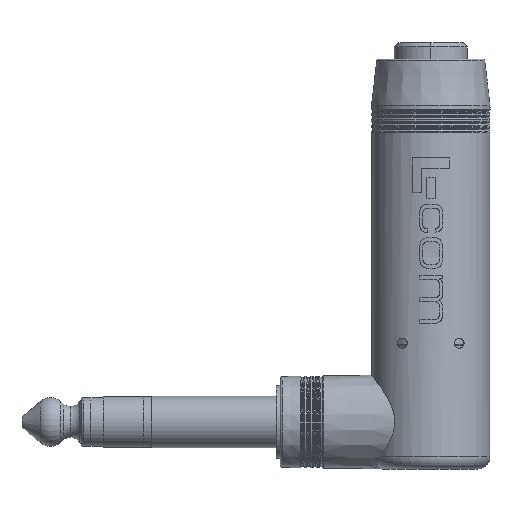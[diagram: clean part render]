
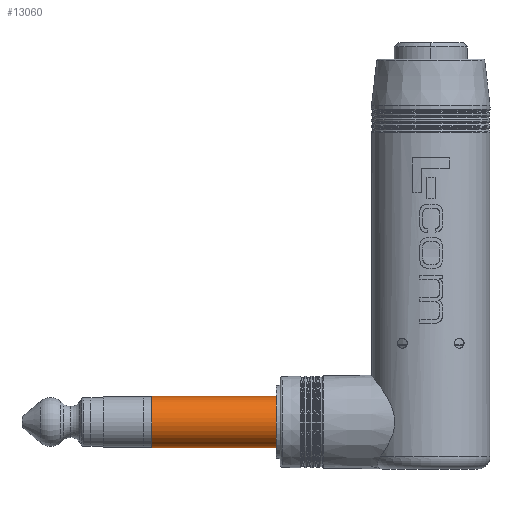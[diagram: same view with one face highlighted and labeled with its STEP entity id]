
A CAD part, front view. The second image highlights one B-rep face of the part: STEP entity #13060.
In plain terms, the highlighted cylindrical face has radius 3.15 mm (diameter 6.3 mm), a partial arc.
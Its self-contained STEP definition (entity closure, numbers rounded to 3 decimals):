
#206 = FACE_OUTER_BOUND ( 'NONE', #10408, .T. ) ;
#214 = CYLINDRICAL_SURFACE ( 'NONE', #19162, 3.15 ) ;
#1111 = LINE ( 'NONE', #2417, #1113 ) ;
#1112 = LINE ( 'NONE', #2429, #1117 ) ;
#1113 = VECTOR ( 'NONE', #2418, 1000. ) ;
#1115 = CIRCLE ( 'NONE', #1443, 3.15 ) ;
#1117 = VECTOR ( 'NONE', #2425, 1000. ) ;
#1118 = CIRCLE ( 'NONE', #1444, 3.15 ) ;
#1443 = AXIS2_PLACEMENT_3D ( 'NONE', #2435, #2436, #2437 ) ;
#1444 = AXIS2_PLACEMENT_3D ( 'NONE', #2438, #2439, #2440 ) ;
#2149 = CARTESIAN_POINT ( 'NONE',  ( 35.8, 0., 3.15 ) ) ;
#2159 = CARTESIAN_POINT ( 'NONE',  ( 35.8, 0., -3.15 ) ) ;
#2161 = CARTESIAN_POINT ( 'NONE',  ( 16., 0., 3.15 ) ) ;
#2162 = CARTESIAN_POINT ( 'NONE',  ( 16., 0., -3.15 ) ) ;
#2417 = CARTESIAN_POINT ( 'NONE',  ( 0., 0., -3.15 ) ) ;
#2418 = DIRECTION ( 'NONE',  ( -1., 0., 0. ) ) ;
#2425 = DIRECTION ( 'NONE',  ( -1., 0., 0. ) ) ;
#2429 = CARTESIAN_POINT ( 'NONE',  ( 0., 0., 3.15 ) ) ;
#2435 = CARTESIAN_POINT ( 'NONE',  ( 16., 0., 0. ) ) ;
#2436 = DIRECTION ( 'NONE',  ( -1., 0., 0. ) ) ;
#2437 = DIRECTION ( 'NONE',  ( 0., 0., 1. ) ) ;
#2438 = CARTESIAN_POINT ( 'NONE',  ( 35.8, 0., 0. ) ) ;
#2439 = DIRECTION ( 'NONE',  ( -1., 0., 0. ) ) ;
#2440 = DIRECTION ( 'NONE',  ( 0., 0., 1. ) ) ;
#10408 = EDGE_LOOP ( 'NONE', ( #15296, #15297, #15298, #15299 ) ) ;
#11870 = DIRECTION ( 'NONE',  ( 0., 0., 1. ) ) ;
#11878 = CARTESIAN_POINT ( 'NONE',  ( 0., 0., 0. ) ) ;
#11889 = DIRECTION ( 'NONE',  ( -1., 0., 0. ) ) ;
#13060 = ADVANCED_FACE ( 'NONE', ( #206 ), #214, .T. ) ;
#14174 = VERTEX_POINT ( 'NONE', #2149 ) ;
#14184 = VERTEX_POINT ( 'NONE', #2159 ) ;
#14186 = VERTEX_POINT ( 'NONE', #2161 ) ;
#14187 = VERTEX_POINT ( 'NONE', #2162 ) ;
#14502 = EDGE_CURVE ( 'NONE', #14184, #14187, #1111, .T. ) ;
#14505 = EDGE_CURVE ( 'NONE', #14174, #14186, #1112, .T. ) ;
#14506 = EDGE_CURVE ( 'NONE', #14187, #14186, #1115, .T. ) ;
#14507 = EDGE_CURVE ( 'NONE', #14184, #14174, #1118, .T. ) ;
#15296 = ORIENTED_EDGE ( 'NONE', *, *, #14502, .F. ) ;
#15297 = ORIENTED_EDGE ( 'NONE', *, *, #14507, .T. ) ;
#15298 = ORIENTED_EDGE ( 'NONE', *, *, #14505, .T. ) ;
#15299 = ORIENTED_EDGE ( 'NONE', *, *, #14506, .F. ) ;
#19162 = AXIS2_PLACEMENT_3D ( 'NONE', #11878, #11889, #11870 ) ;
